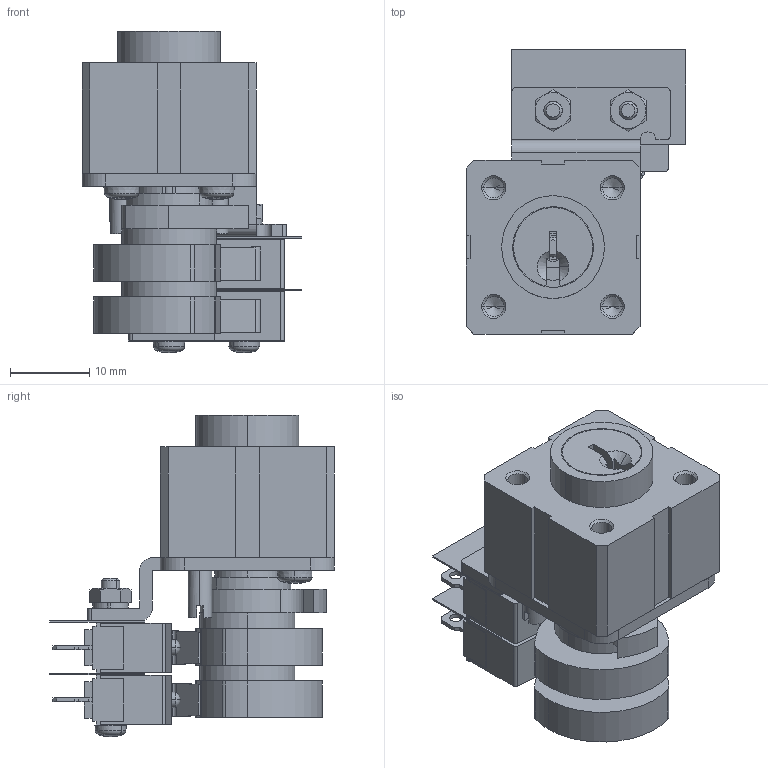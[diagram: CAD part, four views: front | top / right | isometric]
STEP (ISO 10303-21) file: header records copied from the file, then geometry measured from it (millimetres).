
FILE_DESCRIPTION (( 'STEP AP203' ), '1' );
FILE_NAME ('S-3-90-B-2.STEP', '2019-07-22T06:05:55', ( '' ), ( '' ), 'SwSTEP 2.0', 'SolidWorks 2014', '' );
FILE_SCHEMA (( 'CONFIG_CONTROL_DESIGN' ));
Length unit declared in the file: millimetre
Products named in the file (11): S-3-90-B-2_十字穴付小ねじ_内径基準ver1.02__M3x18十字穴付なべ小ねじ(鉄)ダブルセムス小形(P4); S-3-90-B-2_取付板_; S-3-90-B-2_ナット_M2.3_; S-3-90-B-2_カム_; S-3-90-B-2_十字穴付なべ小ねじ_M2.3_; S-3-90-B-2_プラグ_; S-3-90-B-2; S-3-90-B-2_マイクロスイッチ_; S-3-90-B-2_ケース_; S-3-90-B-2_スプリングワッシャー_M2.3_; S-3-90-B-2_ストッパー_
Assembly tree (15 placements, depth 2):
  S-3-90-B-2
    S-3-90-B-2_ケース_
    S-3-90-B-2_取付板_
    S-3-90-B-2_プラグ_
    S-3-90-B-2_ストッパー_
    S-3-90-B-2_カム_  x2
    S-3-90-B-2_マイクロスイッチ_  x2
    S-3-90-B-2_十字穴付小ねじ_内径基準ver1.02__M3x18十字穴付なべ小ねじ(鉄)ダブルセムス小形(P4)
    S-3-90-B-2_十字穴付なべ小ねじ_M2.3_  x2
    S-3-90-B-2_スプリングワッシャー_M2.3_  x2
    S-3-90-B-2_ナット_M2.3_  x2
Bounding box: 27.8 x 36 x 40.66 mm (x, y, z)
Volume: 13497.1 mm3; surface area: 12296.2 mm2
Topology: 15 solids, 15 shells, 736 faces, 1960 edges, 1286 vertices
Faces by surface type: plane 482, cylinder 173, cone 53, sphere 14, torus 10, bspline 4
Entity records: 17625 total; most frequent: CARTESIAN_POINT 3243, ORIENTED_EDGE 2740, DIRECTION 2723, EDGE_CURVE 1370, AXIS2_PLACEMENT_3D 914, VERTEX_POINT 901, LINE 895, VECTOR 895
